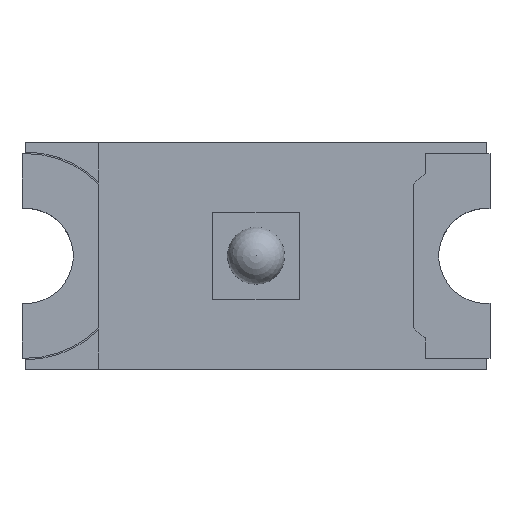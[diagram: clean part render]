
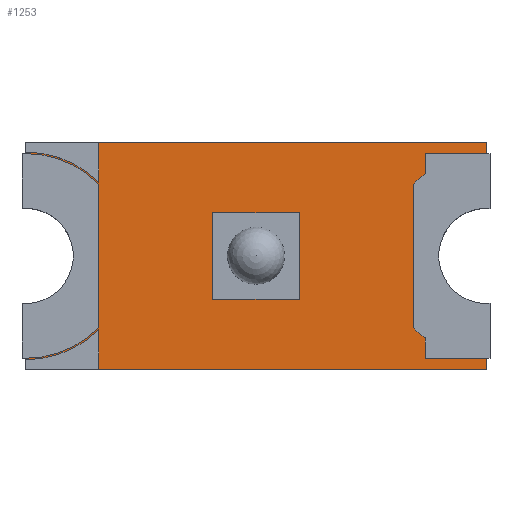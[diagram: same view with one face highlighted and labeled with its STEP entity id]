
A CAD part, top view. The second image highlights one B-rep face of the part: STEP entity #1253.
In plain terms, the highlighted planar face has unit normal (0, 0, 1).
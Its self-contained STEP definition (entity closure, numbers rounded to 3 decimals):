
#29=CIRCLE('',#1322,0.356);
#31=CIRCLE('',#1326,0.356);
#35=CIRCLE('',#1340,0.356);
#36=CIRCLE('',#1343,0.356);
#96=FACE_OUTER_BOUND('',#170,.T.);
#170=EDGE_LOOP('',(#921,#922,#923,#924,#925,#926,#927,#928,#929,#930,#931,
#932,#933,#934,#935,#936));
#232=LINE('',#1796,#383);
#237=LINE('',#1810,#388);
#241=LINE('',#1822,#392);
#252=LINE('',#1843,#403);
#253=LINE('',#1846,#404);
#269=LINE('',#1885,#420);
#272=LINE('',#1893,#423);
#275=LINE('',#1899,#426);
#276=LINE('',#1900,#427);
#277=LINE('',#1902,#428);
#278=LINE('',#1904,#429);
#279=LINE('',#1905,#430);
#383=VECTOR('',#1443,0.071);
#388=VECTOR('',#1456,0.498);
#392=VECTOR('',#1468,0.071);
#403=VECTOR('',#1485,0.213);
#404=VECTOR('',#1488,0.213);
#420=VECTOR('',#1522,0.498);
#423=VECTOR('',#1531,0.038);
#426=VECTOR('',#1536,0.038);
#427=VECTOR('',#1537,1.6);
#428=VECTOR('',#1538,0.038);
#429=VECTOR('',#1539,1.6);
#430=VECTOR('',#1540,0.038);
#532=VERTEX_POINT('',#1794);
#533=VERTEX_POINT('',#1795);
#536=VERTEX_POINT('',#1803);
#538=VERTEX_POINT('',#1809);
#540=VERTEX_POINT('',#1815);
#542=VERTEX_POINT('',#1821);
#549=VERTEX_POINT('',#1841);
#550=VERTEX_POINT('',#1845);
#562=VERTEX_POINT('',#1878);
#563=VERTEX_POINT('',#1879);
#564=VERTEX_POINT('',#1884);
#565=VERTEX_POINT('',#1888);
#566=VERTEX_POINT('',#1892);
#568=VERTEX_POINT('',#1898);
#569=VERTEX_POINT('',#1901);
#570=VERTEX_POINT('',#1903);
#653=EDGE_CURVE('',#532,#533,#232,.T.);
#657=EDGE_CURVE('',#536,#533,#29,.T.);
#660=EDGE_CURVE('',#536,#538,#237,.T.);
#663=EDGE_CURVE('',#540,#538,#31,.T.);
#666=EDGE_CURVE('',#542,#540,#241,.T.);
#677=EDGE_CURVE('',#549,#542,#252,.T.);
#678=EDGE_CURVE('',#550,#532,#253,.T.);
#694=EDGE_CURVE('',#562,#563,#35,.T.);
#697=EDGE_CURVE('',#564,#562,#269,.T.);
#699=EDGE_CURVE('',#565,#564,#36,.T.);
#701=EDGE_CURVE('',#566,#565,#272,.T.);
#704=EDGE_CURVE('',#549,#568,#275,.T.);
#705=EDGE_CURVE('',#568,#566,#276,.T.);
#706=EDGE_CURVE('',#563,#569,#277,.T.);
#707=EDGE_CURVE('',#569,#570,#278,.T.);
#708=EDGE_CURVE('',#570,#550,#279,.T.);
#921=ORIENTED_EDGE('',*,*,#663,.F.);
#922=ORIENTED_EDGE('',*,*,#666,.F.);
#923=ORIENTED_EDGE('',*,*,#677,.F.);
#924=ORIENTED_EDGE('',*,*,#704,.T.);
#925=ORIENTED_EDGE('',*,*,#705,.T.);
#926=ORIENTED_EDGE('',*,*,#701,.T.);
#927=ORIENTED_EDGE('',*,*,#699,.T.);
#928=ORIENTED_EDGE('',*,*,#697,.T.);
#929=ORIENTED_EDGE('',*,*,#694,.T.);
#930=ORIENTED_EDGE('',*,*,#706,.T.);
#931=ORIENTED_EDGE('',*,*,#707,.T.);
#932=ORIENTED_EDGE('',*,*,#708,.T.);
#933=ORIENTED_EDGE('',*,*,#678,.T.);
#934=ORIENTED_EDGE('',*,*,#653,.T.);
#935=ORIENTED_EDGE('',*,*,#657,.F.);
#936=ORIENTED_EDGE('',*,*,#660,.T.);
#1187=PLANE('',#1345);
#1253=ADVANCED_FACE('',(#96),#1187,.T.);
#1322=AXIS2_PLACEMENT_3D('',#1804,#1449,#1450);
#1326=AXIS2_PLACEMENT_3D('',#1816,#1461,#1462);
#1340=AXIS2_PLACEMENT_3D('',#1880,#1516,#1517);
#1343=AXIS2_PLACEMENT_3D('',#1889,#1526,#1527);
#1345=AXIS2_PLACEMENT_3D('',#1897,#1534,#1535);
#1443=DIRECTION('',(0.,1.,0.));
#1449=DIRECTION('center_axis',(0.,0.,
1.));
#1450=DIRECTION('ref_axis',(-0.714,-0.7,0.));
#1456=DIRECTION('',(0.,1.,0.));
#1461=DIRECTION('center_axis',(0.,0.,
1.));
#1462=DIRECTION('ref_axis',(-0.598,0.801,0.));
#1468=DIRECTION('',(0.,-1.,0.));
#1485=DIRECTION('',(-1.,0.,0.));
#1488=DIRECTION('',(-1.,0.,0.));
#1516=DIRECTION('center_axis',(0.,0.,
-1.));
#1517=DIRECTION('ref_axis',(0.714,-0.7,0.));
#1522=DIRECTION('',(0.,-1.,0.));
#1526=DIRECTION('center_axis',(0.,0.,
-1.));
#1527=DIRECTION('ref_axis',(0.,1.,0.));
#1531=DIRECTION('',(0.,-1.,0.));
#1534=DIRECTION('center_axis',(0.,0.,
1.));
#1535=DIRECTION('ref_axis',(0.,1.,0.));
#1536=DIRECTION('',(0.,1.,0.));
#1537=DIRECTION('',(-1.,0.,0.));
#1538=DIRECTION('',(0.,-1.,0.));
#1539=DIRECTION('',(1.,0.,0.));
#1540=DIRECTION('',(0.,1.,0.));
#1794=CARTESIAN_POINT('',(0.587,-0.356,0.305));
#1795=CARTESIAN_POINT('',(0.587,-0.285,0.305));
#1796=CARTESIAN_POINT('',(0.587,-0.356,0.305));
#1803=CARTESIAN_POINT('',(0.546,-0.249,0.305));
#1804=CARTESIAN_POINT('Origin',(0.8,0.,0.305));
#1809=CARTESIAN_POINT('',(0.546,0.249,0.305));
#1810=CARTESIAN_POINT('',(0.546,-0.249,0.305));
#1815=CARTESIAN_POINT('',(0.587,0.285,0.305));
#1816=CARTESIAN_POINT('Origin',(0.8,0.,0.305));
#1821=CARTESIAN_POINT('',(0.587,0.356,0.305));
#1822=CARTESIAN_POINT('',(0.587,0.356,0.305));
#1841=CARTESIAN_POINT('',(0.8,0.356,0.305));
#1843=CARTESIAN_POINT('',(0.8,0.356,0.305));
#1845=CARTESIAN_POINT('',(0.8,-0.356,0.305));
#1846=CARTESIAN_POINT('',(0.8,-0.356,0.305));
#1878=CARTESIAN_POINT('',(-0.546,-0.249,0.305));
#1879=CARTESIAN_POINT('',(-0.8,-0.356,0.305));
#1880=CARTESIAN_POINT('Origin',(-0.8,0.,0.305));
#1884=CARTESIAN_POINT('',(-0.546,0.249,0.305));
#1885=CARTESIAN_POINT('',(-0.546,0.249,0.305));
#1888=CARTESIAN_POINT('',(-0.8,0.356,0.305));
#1889=CARTESIAN_POINT('Origin',(-0.8,0.,0.305));
#1892=CARTESIAN_POINT('',(-0.8,0.394,0.305));
#1893=CARTESIAN_POINT('',(-0.8,0.361,0.305));
#1897=CARTESIAN_POINT('Origin',(0.,0.,
0.305));
#1898=CARTESIAN_POINT('',(0.8,0.394,0.305));
#1899=CARTESIAN_POINT('',(0.8,0.356,0.305));
#1900=CARTESIAN_POINT('',(0.8,0.394,0.305));
#1901=CARTESIAN_POINT('',(-0.8,-0.394,0.305));
#1902=CARTESIAN_POINT('',(-0.8,-0.356,0.305));
#1903=CARTESIAN_POINT('',(0.8,-0.394,0.305));
#1904=CARTESIAN_POINT('',(-0.546,-0.394,0.305));
#1905=CARTESIAN_POINT('',(0.8,-0.394,0.305));
